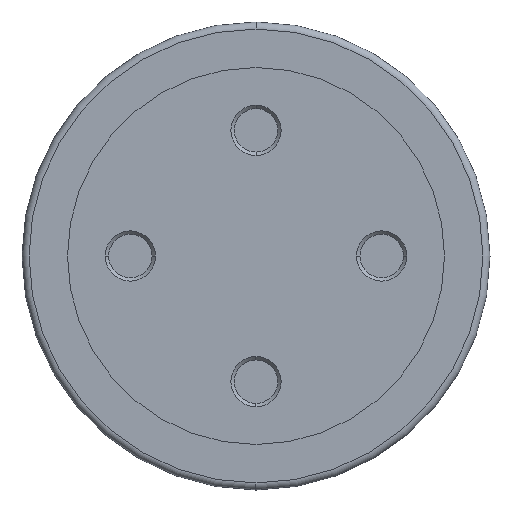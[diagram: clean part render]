
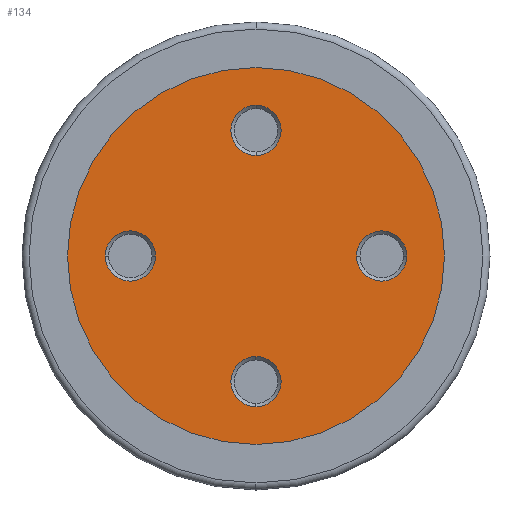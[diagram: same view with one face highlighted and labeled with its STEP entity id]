
A CAD part, left-side view. The second image highlights one B-rep face of the part: STEP entity #134.
In plain terms, the highlighted planar face has unit normal (-1, 0, 0).
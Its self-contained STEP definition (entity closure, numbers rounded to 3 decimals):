
#134=ADVANCED_FACE('',(#320,#321,#322,#323,#324),#325,.T.);
#320=FACE_BOUND('',#510,.T.);
#321=FACE_BOUND('',#511,.T.);
#322=FACE_BOUND('',#512,.T.);
#323=FACE_BOUND('',#513,.T.);
#324=FACE_OUTER_BOUND('',#514,.T.);
#325=PLANE('',#515);
#510=EDGE_LOOP('',(#1194,#1195));
#511=EDGE_LOOP('',(#1196,#1197));
#512=EDGE_LOOP('',(#1198,#1199));
#513=EDGE_LOOP('',(#1200,#1201));
#514=EDGE_LOOP('',(#1202,#1203));
#515=AXIS2_PLACEMENT_3D('',#1204,#1205,#1206);
#1194=ORIENTED_EDGE('',*,*,#1269,.T.);
#1195=ORIENTED_EDGE('',*,*,#1396,.T.);
#1196=ORIENTED_EDGE('',*,*,#1262,.T.);
#1197=ORIENTED_EDGE('',*,*,#1399,.T.);
#1198=ORIENTED_EDGE('',*,*,#1255,.T.);
#1199=ORIENTED_EDGE('',*,*,#1402,.T.);
#1200=ORIENTED_EDGE('',*,*,#1248,.T.);
#1201=ORIENTED_EDGE('',*,*,#1405,.T.);
#1202=ORIENTED_EDGE('',*,*,#1210,.T.);
#1203=ORIENTED_EDGE('',*,*,#1417,.T.);
#1204=CARTESIAN_POINT('',(0.0,0.0,0.0));
#1205=DIRECTION('',(-1.0,0.0,0.));
#1206=DIRECTION('',(0.,0.0,1.0));
#1210=EDGE_CURVE('',#1420,#1424,#1426,.T.);
#1248=EDGE_CURVE('',#1493,#1495,#1497,.T.);
#1255=EDGE_CURVE('',#1506,#1508,#1510,.T.);
#1262=EDGE_CURVE('',#1519,#1521,#1523,.T.);
#1269=EDGE_CURVE('',#1532,#1534,#1536,.T.);
#1396=EDGE_CURVE('',#1534,#1532,#1745,.T.);
#1399=EDGE_CURVE('',#1521,#1519,#1748,.T.);
#1402=EDGE_CURVE('',#1508,#1506,#1751,.T.);
#1405=EDGE_CURVE('',#1495,#1493,#1754,.T.);
#1417=EDGE_CURVE('',#1424,#1420,#1766,.T.);
#1420=VERTEX_POINT('',#1769);
#1424=VERTEX_POINT('',#1774);
#1426=CIRCLE('',#1777,60.0);
#1493=VERTEX_POINT('',#1856);
#1495=VERTEX_POINT('',#1859);
#1497=CIRCLE('',#1862,8.0);
#1506=VERTEX_POINT('',#1873);
#1508=VERTEX_POINT('',#1876);
#1510=CIRCLE('',#1879,8.0);
#1519=VERTEX_POINT('',#1890);
#1521=VERTEX_POINT('',#1893);
#1523=CIRCLE('',#1896,8.0);
#1532=VERTEX_POINT('',#1907);
#1534=VERTEX_POINT('',#1910);
#1536=CIRCLE('',#1913,8.0);
#1745=CIRCLE('',#2515,8.0);
#1748=CIRCLE('',#2518,8.0);
#1751=CIRCLE('',#2521,8.0);
#1754=CIRCLE('',#2524,8.0);
#1766=CIRCLE('',#2536,60.0);
#1769=CARTESIAN_POINT('',(0.,0.0,60.0));
#1774=CARTESIAN_POINT('',(0.,0.,-60.0));
#1777=AXIS2_PLACEMENT_3D('',#2543,#2544,#2545);
#1856=CARTESIAN_POINT('',(0.0,48.0,0.0));
#1859=CARTESIAN_POINT('',(0.,32.0,0.));
#1862=AXIS2_PLACEMENT_3D('',#2629,#2630,#2631);
#1873=CARTESIAN_POINT('',(0.,0.,-48.0));
#1876=CARTESIAN_POINT('',(0.,0.,-32.0));
#1879=AXIS2_PLACEMENT_3D('',#2642,#2643,#2644);
#1890=CARTESIAN_POINT('',(0.,-48.0,0.));
#1893=CARTESIAN_POINT('',(0.,-32.0,0.));
#1896=AXIS2_PLACEMENT_3D('',#2655,#2656,#2657);
#1907=CARTESIAN_POINT('',(0.,0.,48.0));
#1910=CARTESIAN_POINT('',(0.,0.,32.0));
#1913=AXIS2_PLACEMENT_3D('',#2668,#2669,#2670);
#2515=AXIS2_PLACEMENT_3D('',#2875,#2876,#2877);
#2518=AXIS2_PLACEMENT_3D('',#2884,#2885,#2886);
#2521=AXIS2_PLACEMENT_3D('',#2893,#2894,#2895);
#2524=AXIS2_PLACEMENT_3D('',#2902,#2903,#2904);
#2536=AXIS2_PLACEMENT_3D('',#2938,#2939,#2940);
#2543=CARTESIAN_POINT('',(0.0,0.0,0.0));
#2544=DIRECTION('',(-1.0,0.0,0.));
#2545=DIRECTION('',(0.,0.0,1.0));
#2629=CARTESIAN_POINT('',(0.0,40.0,0.0));
#2630=DIRECTION('',(1.0,0.0,0.));
#2631=DIRECTION('',(0.0,1.0,0.0));
#2642=CARTESIAN_POINT('',(0.,0.,-40.0));
#2643=DIRECTION('',(1.0,0.0,0.));
#2644=DIRECTION('',(0.,0.,-1.0));
#2655=CARTESIAN_POINT('',(0.,-40.0,0.));
#2656=DIRECTION('',(1.0,0.0,0.));
#2657=DIRECTION('',(0.,-1.0,0.));
#2668=CARTESIAN_POINT('',(0.,0.,40.0));
#2669=DIRECTION('',(1.0,0.0,0.));
#2670=DIRECTION('',(0.,0.,1.0));
#2875=CARTESIAN_POINT('',(0.,0.,40.0));
#2876=DIRECTION('',(1.0,0.0,0.));
#2877=DIRECTION('',(0.,0.,1.0));
#2884=CARTESIAN_POINT('',(0.,-40.0,0.));
#2885=DIRECTION('',(1.0,0.0,0.));
#2886=DIRECTION('',(0.,-1.0,0.));
#2893=CARTESIAN_POINT('',(0.,0.,-40.0));
#2894=DIRECTION('',(1.0,0.0,0.));
#2895=DIRECTION('',(0.,0.,-1.0));
#2902=CARTESIAN_POINT('',(0.0,40.0,0.0));
#2903=DIRECTION('',(1.0,0.0,0.));
#2904=DIRECTION('',(0.0,1.0,0.0));
#2938=CARTESIAN_POINT('',(0.0,0.0,0.0));
#2939=DIRECTION('',(-1.0,0.0,0.));
#2940=DIRECTION('',(0.,0.0,1.0));
